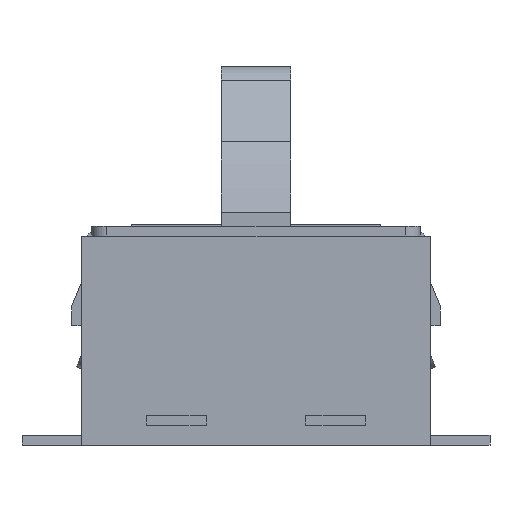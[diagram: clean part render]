
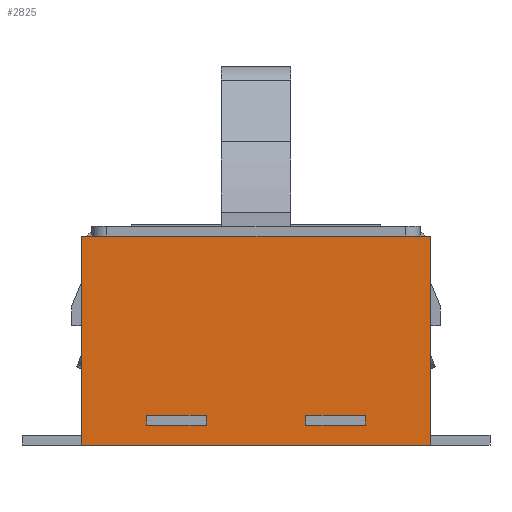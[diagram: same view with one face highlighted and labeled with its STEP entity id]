
A CAD part, front view. The second image highlights one B-rep face of the part: STEP entity #2825.
In plain terms, the highlighted planar face has unit normal (0, -1, 0).
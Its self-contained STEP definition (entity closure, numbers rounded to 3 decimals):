
#2=DIRECTION('',(0.,0.,1.));
#3=VECTOR('',#2,2.1);
#4=CARTESIAN_POINT('',(-1.75,-2.35,-2.2));
#5=LINE('',#4,#3);
#6=DIRECTION('',(1.,0.,0.));
#7=VECTOR('',#6,3.5);
#8=CARTESIAN_POINT('',(-1.75,-2.35,-0.1));
#9=LINE('',#8,#7);
#10=DIRECTION('',(0.,0.,-1.));
#11=VECTOR('',#10,2.1);
#12=CARTESIAN_POINT('',(1.75,-2.35,-0.1));
#13=LINE('',#12,#11);
#14=DIRECTION('',(-1.,0.,0.));
#15=VECTOR('',#14,3.5);
#16=CARTESIAN_POINT('',(1.75,-2.35,-2.2));
#17=LINE('',#16,#15);
#18=DIRECTION('',(1.,0.,0.));
#19=VECTOR('',#18,0.6);
#20=CARTESIAN_POINT('',(0.5,-2.35,-1.9));
#21=LINE('',#20,#19);
#22=DIRECTION('',(0.,0.,1.));
#23=VECTOR('',#22,0.1);
#24=CARTESIAN_POINT('',(0.5,-2.35,-2.));
#25=LINE('',#24,#23);
#26=DIRECTION('',(-1.,0.,0.));
#27=VECTOR('',#26,0.6);
#28=CARTESIAN_POINT('',(1.1,-2.35,-2.));
#29=LINE('',#28,#27);
#30=DIRECTION('',(0.,0.,-1.));
#31=VECTOR('',#30,0.1);
#32=CARTESIAN_POINT('',(1.1,-2.35,-1.9));
#33=LINE('',#32,#31);
#34=DIRECTION('',(0.,0.,-1.));
#35=VECTOR('',#34,0.1);
#36=CARTESIAN_POINT('',(-0.5,-2.35,-1.9));
#37=LINE('',#36,#35);
#38=DIRECTION('',(1.,0.,0.));
#39=VECTOR('',#38,0.6);
#40=CARTESIAN_POINT('',(-1.1,-2.35,-1.9));
#41=LINE('',#40,#39);
#42=DIRECTION('',(0.,0.,1.));
#43=VECTOR('',#42,0.1);
#44=CARTESIAN_POINT('',(-1.1,-2.35,-2.));
#45=LINE('',#44,#43);
#46=DIRECTION('',(-1.,0.,0.));
#47=VECTOR('',#46,0.6);
#48=CARTESIAN_POINT('',(-0.5,-2.35,-2.));
#49=LINE('',#48,#47);
#2168=CARTESIAN_POINT('',(-1.75,-2.35,-2.2));
#2169=CARTESIAN_POINT('',(-1.75,-2.35,-0.1));
#2170=VERTEX_POINT('',#2168);
#2171=VERTEX_POINT('',#2169);
#2172=CARTESIAN_POINT('',(1.75,-2.35,-0.1));
#2173=VERTEX_POINT('',#2172);
#2174=CARTESIAN_POINT('',(1.75,-2.35,-2.2));
#2175=VERTEX_POINT('',#2174);
#2758=CARTESIAN_POINT('',(0.5,-2.35,-1.9));
#2759=CARTESIAN_POINT('',(1.1,-2.35,-1.9));
#2760=VERTEX_POINT('',#2758);
#2761=VERTEX_POINT('',#2759);
#2762=CARTESIAN_POINT('',(1.1,-2.35,-2.));
#2763=VERTEX_POINT('',#2762);
#2764=CARTESIAN_POINT('',(0.5,-2.35,-2.));
#2765=VERTEX_POINT('',#2764);
#2766=CARTESIAN_POINT('',(-0.5,-2.35,-1.9));
#2767=CARTESIAN_POINT('',(-0.5,-2.35,-2.));
#2768=VERTEX_POINT('',#2766);
#2769=VERTEX_POINT('',#2767);
#2770=CARTESIAN_POINT('',(-1.1,-2.35,-2.));
#2771=VERTEX_POINT('',#2770);
#2772=CARTESIAN_POINT('',(-1.1,-2.35,-1.9));
#2773=VERTEX_POINT('',#2772);
#2790=CARTESIAN_POINT('',(0.,-2.35,0.));
#2791=DIRECTION('',(0.,1.,0.));
#2792=DIRECTION('',(1.,0.,0.));
#2793=AXIS2_PLACEMENT_3D('',#2790,#2791,#2792);
#2794=PLANE('',#2793);
#2796=ORIENTED_EDGE('',*,*,#2795,.T.);
#2798=ORIENTED_EDGE('',*,*,#2797,.T.);
#2800=ORIENTED_EDGE('',*,*,#2799,.T.);
#2802=ORIENTED_EDGE('',*,*,#2801,.T.);
#2803=EDGE_LOOP('',(#2796,#2798,#2800,#2802));
#2804=FACE_OUTER_BOUND('',#2803,.F.);
#2806=ORIENTED_EDGE('',*,*,#2805,.F.);
#2808=ORIENTED_EDGE('',*,*,#2807,.F.);
#2810=ORIENTED_EDGE('',*,*,#2809,.F.);
#2812=ORIENTED_EDGE('',*,*,#2811,.F.);
#2813=EDGE_LOOP('',(#2806,#2808,#2810,#2812));
#2814=FACE_BOUND('',#2813,.F.);
#2816=ORIENTED_EDGE('',*,*,#2815,.F.);
#2818=ORIENTED_EDGE('',*,*,#2817,.F.);
#2820=ORIENTED_EDGE('',*,*,#2819,.F.);
#2822=ORIENTED_EDGE('',*,*,#2821,.F.);
#2823=EDGE_LOOP('',(#2816,#2818,#2820,#2822));
#2824=FACE_BOUND('',#2823,.F.);
#2795=EDGE_CURVE('',#2170,#2171,#5,.T.);
#2797=EDGE_CURVE('',#2171,#2173,#9,.T.);
#2799=EDGE_CURVE('',#2173,#2175,#13,.T.);
#2801=EDGE_CURVE('',#2175,#2170,#17,.T.);
#2805=EDGE_CURVE('',#2760,#2761,#21,.T.);
#2807=EDGE_CURVE('',#2765,#2760,#25,.T.);
#2809=EDGE_CURVE('',#2763,#2765,#29,.T.);
#2811=EDGE_CURVE('',#2761,#2763,#33,.T.);
#2815=EDGE_CURVE('',#2768,#2769,#37,.T.);
#2817=EDGE_CURVE('',#2773,#2768,#41,.T.);
#2819=EDGE_CURVE('',#2771,#2773,#45,.T.);
#2821=EDGE_CURVE('',#2769,#2771,#49,.T.);
#2825=ADVANCED_FACE('',(#2804,#2814,#2824),#2794,.F.);
